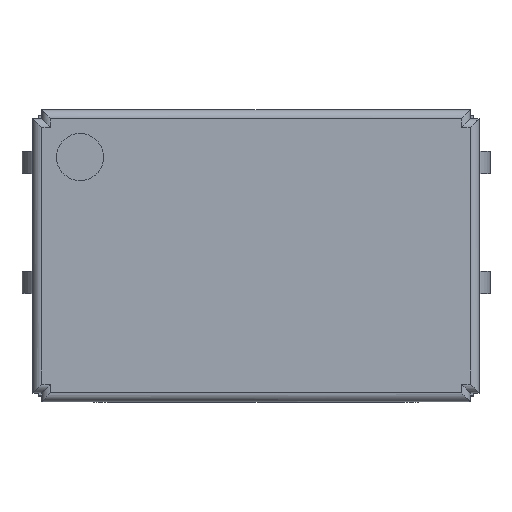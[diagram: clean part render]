
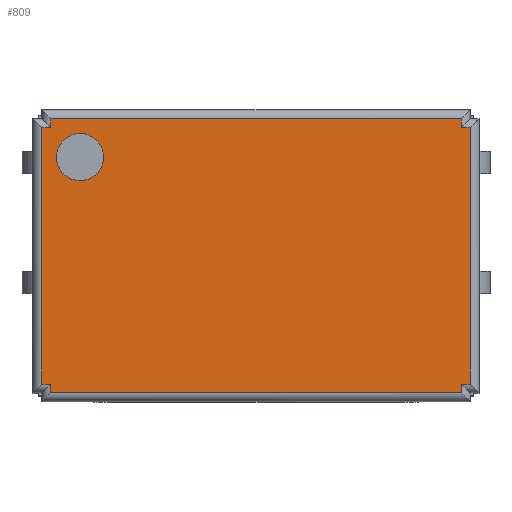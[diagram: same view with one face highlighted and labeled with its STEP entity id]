
A CAD part, top view. The second image highlights one B-rep face of the part: STEP entity #809.
In plain terms, the highlighted planar face has unit normal (0, 0, 1).
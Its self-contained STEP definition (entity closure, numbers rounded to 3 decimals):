
#190=CARTESIAN_POINT('',(-2.585,1.675,3.6));
#191=VERTEX_POINT('',#190);
#200=CARTESIAN_POINT('',(-3.385,1.675,3.6));
#201=VERTEX_POINT('',#200);
#202=CARTESIAN_POINT('',(-2.985,1.675,3.6));
#203=DIRECTION('',(0.0,0.0,-1.0));
#204=DIRECTION('',(1.0,0.0,0.0));
#205=AXIS2_PLACEMENT_3D('',#202,#203,#204);
#206=CIRCLE('',#205,0.4);
#207=EDGE_CURVE('',#201,#191,#206,.T.);
#241=CARTESIAN_POINT('',(-2.985,1.675,3.6));
#242=DIRECTION('',(0.0,0.0,-1.0));
#243=DIRECTION('',(1.0,0.0,0.0));
#244=AXIS2_PLACEMENT_3D('',#241,#242,#243);
#245=CIRCLE('',#244,0.4);
#246=EDGE_CURVE('',#191,#201,#245,.T.);
#256=CARTESIAN_POINT('',(-3.485,2.325,3.6));
#257=VERTEX_POINT('',#256);
#258=CARTESIAN_POINT('',(3.485,2.325,3.6));
#259=VERTEX_POINT('',#258);
#260=CARTESIAN_POINT('',(-3.485,2.325,3.6));
#261=DIRECTION('',(1.0,0.0,0.0));
#262=VECTOR('',#261,6.97);
#263=LINE('',#260,#262);
#264=EDGE_CURVE('',#257,#259,#263,.T.);
#307=CARTESIAN_POINT('',(3.485,2.175,3.6));
#308=VERTEX_POINT('',#307);
#309=CARTESIAN_POINT('',(3.485,2.325,3.6));
#310=DIRECTION('',(0.0,-1.0,0.0));
#311=VECTOR('',#310,0.15);
#312=LINE('',#309,#311);
#313=EDGE_CURVE('',#259,#308,#312,.T.);
#330=CARTESIAN_POINT('',(-3.635,-2.175,3.6));
#331=VERTEX_POINT('',#330);
#332=CARTESIAN_POINT('',(-3.635,2.175,3.6));
#333=VERTEX_POINT('',#332);
#334=CARTESIAN_POINT('',(-3.635,-2.175,3.6));
#335=DIRECTION('',(0.0,1.0,0.0));
#336=VECTOR('',#335,4.35);
#337=LINE('',#334,#336);
#338=EDGE_CURVE('',#331,#333,#337,.T.);
#372=CARTESIAN_POINT('',(3.635,2.175,3.6));
#373=VERTEX_POINT('',#372);
#374=CARTESIAN_POINT('',(3.635,-2.175,3.6));
#375=VERTEX_POINT('',#374);
#376=CARTESIAN_POINT('',(3.635,2.175,3.6));
#377=DIRECTION('',(0.0,-1.0,0.0));
#378=VECTOR('',#377,4.35);
#379=LINE('',#376,#378);
#380=EDGE_CURVE('',#373,#375,#379,.T.);
#422=CARTESIAN_POINT('',(-3.485,-2.175,3.6));
#423=VERTEX_POINT('',#422);
#431=CARTESIAN_POINT('',(-3.485,-2.175,3.6));
#432=DIRECTION('',(-1.0,0.0,0.0));
#433=VECTOR('',#432,0.15);
#434=LINE('',#431,#433);
#435=EDGE_CURVE('',#423,#331,#434,.T.);
#455=CARTESIAN_POINT('',(3.485,-2.175,3.6));
#456=VERTEX_POINT('',#455);
#457=CARTESIAN_POINT('',(3.635,-2.175,3.6));
#458=DIRECTION('',(-1.0,0.0,0.0));
#459=VECTOR('',#458,0.15);
#460=LINE('',#457,#459);
#461=EDGE_CURVE('',#375,#456,#460,.T.);
#478=CARTESIAN_POINT('',(3.485,-2.325,3.6));
#479=VERTEX_POINT('',#478);
#480=CARTESIAN_POINT('',(-3.485,-2.325,3.6));
#481=VERTEX_POINT('',#480);
#482=CARTESIAN_POINT('',(3.485,-2.325,3.6));
#483=DIRECTION('',(-1.0,0.0,0.0));
#484=VECTOR('',#483,6.97);
#485=LINE('',#482,#484);
#486=EDGE_CURVE('',#479,#481,#485,.T.);
#527=CARTESIAN_POINT('',(3.485,-2.175,3.6));
#528=DIRECTION('',(0.0,-1.0,0.0));
#529=VECTOR('',#528,0.15);
#530=LINE('',#527,#529);
#531=EDGE_CURVE('',#456,#479,#530,.T.);
#549=CARTESIAN_POINT('',(-3.485,-2.325,3.6));
#550=DIRECTION('',(0.0,1.0,0.0));
#551=VECTOR('',#550,0.15);
#552=LINE('',#549,#551);
#553=EDGE_CURVE('',#481,#423,#552,.T.);
#571=CARTESIAN_POINT('',(3.485,2.175,3.6));
#572=DIRECTION('',(1.0,0.0,0.0));
#573=VECTOR('',#572,0.15);
#574=LINE('',#571,#573);
#575=EDGE_CURVE('',#308,#373,#574,.T.);
#595=CARTESIAN_POINT('',(-3.485,2.175,3.6));
#596=VERTEX_POINT('',#595);
#597=CARTESIAN_POINT('',(-3.635,2.175,3.6));
#598=DIRECTION('',(1.0,0.0,0.0));
#599=VECTOR('',#598,0.15);
#600=LINE('',#597,#599);
#601=EDGE_CURVE('',#333,#596,#600,.T.);
#625=CARTESIAN_POINT('',(-3.485,2.175,3.6));
#626=DIRECTION('',(0.0,1.0,0.0));
#627=VECTOR('',#626,0.15);
#628=LINE('',#625,#627);
#629=EDGE_CURVE('',#596,#257,#628,.T.);
#786=CARTESIAN_POINT('',(0.0,0.,3.6));
#787=DIRECTION('',(0.0,0.0,1.0));
#788=DIRECTION('',(1.0,0.0,0.0));
#789=AXIS2_PLACEMENT_3D('',#786,#787,#788);
#790=PLANE('',#789);
#791=ORIENTED_EDGE('',*,*,#486,.F.);
#792=ORIENTED_EDGE('',*,*,#531,.F.);
#793=ORIENTED_EDGE('',*,*,#461,.F.);
#794=ORIENTED_EDGE('',*,*,#380,.F.);
#795=ORIENTED_EDGE('',*,*,#575,.F.);
#796=ORIENTED_EDGE('',*,*,#313,.F.);
#797=ORIENTED_EDGE('',*,*,#264,.F.);
#798=ORIENTED_EDGE('',*,*,#629,.F.);
#799=ORIENTED_EDGE('',*,*,#601,.F.);
#800=ORIENTED_EDGE('',*,*,#338,.F.);
#801=ORIENTED_EDGE('',*,*,#435,.F.);
#802=ORIENTED_EDGE('',*,*,#553,.F.);
#803=EDGE_LOOP('',(#791,#792,#793,#794,#795,#796,#797,#798,#799,#800,#801,#802));
#804=FACE_OUTER_BOUND('',#803,.T.);
#805=ORIENTED_EDGE('',*,*,#246,.T.);
#806=ORIENTED_EDGE('',*,*,#207,.T.);
#807=EDGE_LOOP('',(#805,#806));
#808=FACE_BOUND('',#807,.T.);
#809=ADVANCED_FACE('',(#804,#808),#790,.T.);
